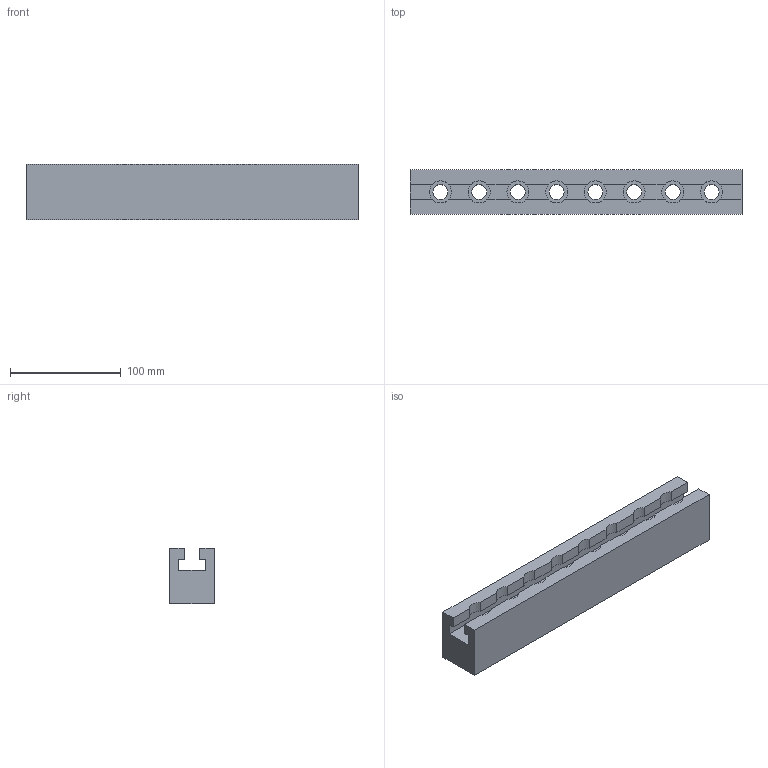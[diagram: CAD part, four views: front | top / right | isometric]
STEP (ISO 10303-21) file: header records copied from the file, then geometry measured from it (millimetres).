
FILE_DESCRIPTION(('STEP AP214'),'1');
FILE_NAME(' ',' ',('TraceParts'),('TraceParts S.A.'),'XStep 1.0',' ',' ');
FILE_SCHEMA(('automotive_design'));
Length unit declared in the file: millimetre
Products named in the file (1): 1
Bounding box: 300 x 40 x 50 mm (x, y, z)
Volume: 434044.4 mm3; surface area: 83775.2 mm2
Topology: 1 solids, 1 shells, 86 faces, 228 edges, 152 vertices
Faces by surface type: cylinder 48, plane 38
Entity records: 5352 total; most frequent: DIRECTION 498, STYLED_ITEM 467, PRESENTATION_STYLE_ASSIGNMENT 467, CARTESIAN_POINT 467, COLOUR_RGB 467, ORIENTED_EDGE 456, EDGE_CURVE 228, CURVE_STYLE 228
